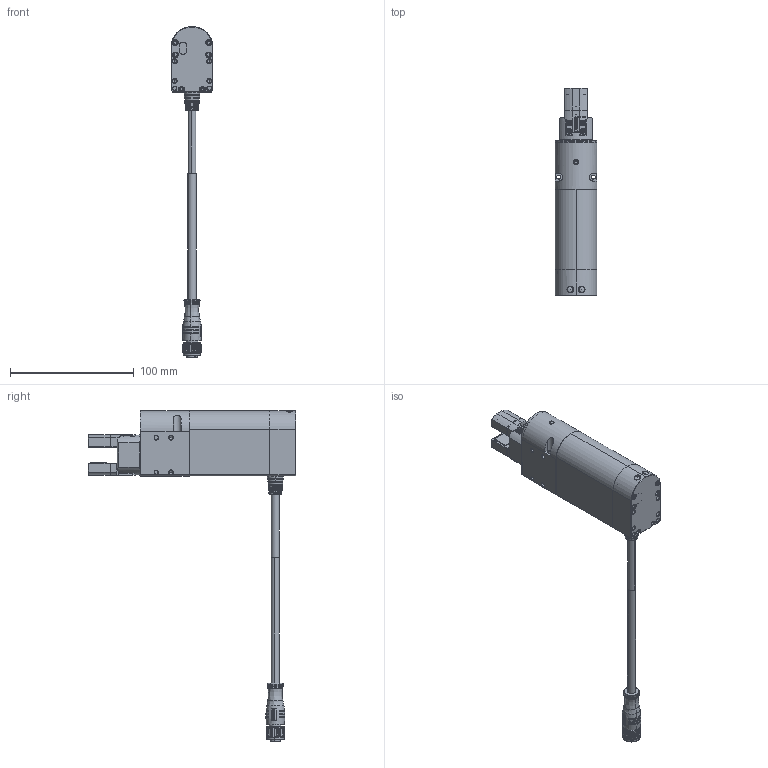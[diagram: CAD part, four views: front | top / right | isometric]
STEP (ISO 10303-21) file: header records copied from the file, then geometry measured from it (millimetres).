
FILE_DESCRIPTION (( 'STEP AP214' ), '1' );
FILE_NAME ('RGI-35-12-O-S（带指尖）.STEP', '2022-08-17T02:30:01', ( '' ), ( '' ), 'SwSTEP 2.0', 'SolidWorks 2020', '' );
FILE_SCHEMA (( 'AUTOMOTIVE_DESIGN' ));
Length unit declared in the file: millimetre
Products named in the file (8): 蚾饜极1^郪蚾蚾饜; U璃-1; RGI35C2胶皮; 褲极1; RGI-35-12耜堤綴裔郪璃; 硌潑價釱-1; RGI-35-12-硌潑_V1; RGI-35-12-O-S（带指尖）
Assembly tree (9 placements, depth 3):
  RGI-35-12-O-S（带指尖）
    褲极1
    硌潑價釱-1  x2
    蚾饜极1^郪蚾蚾饜  x2
      RGI-35-12-硌潑_V1
      RGI35C2胶皮
    U璃-1
    RGI-35-12耜堤綴裔郪璃
Bounding box: 34 x 168 x 267.9 mm (x, y, z)
Volume: 189890.3 mm3; surface area: 58863.9 mm2
Topology: 30 solids, 36 shells, 2008 faces, 4799 edges, 2949 vertices
Faces by surface type: plane 877, cylinder 454, cone 389, bspline 249, torus 37, sphere 2
Full cylindrical faces by diameter (mm): 11.1 x3
Entity records: 86390 total; most frequent: CARTESIAN_POINT 30131, ORIENTED_EDGE 8190, DIRECTION 7192, EDGE_CURVE 4099, AXIS2_PLACEMENT_3D 2642, VERTEX_POINT 2562, VECTOR 1908, LINE 1908
